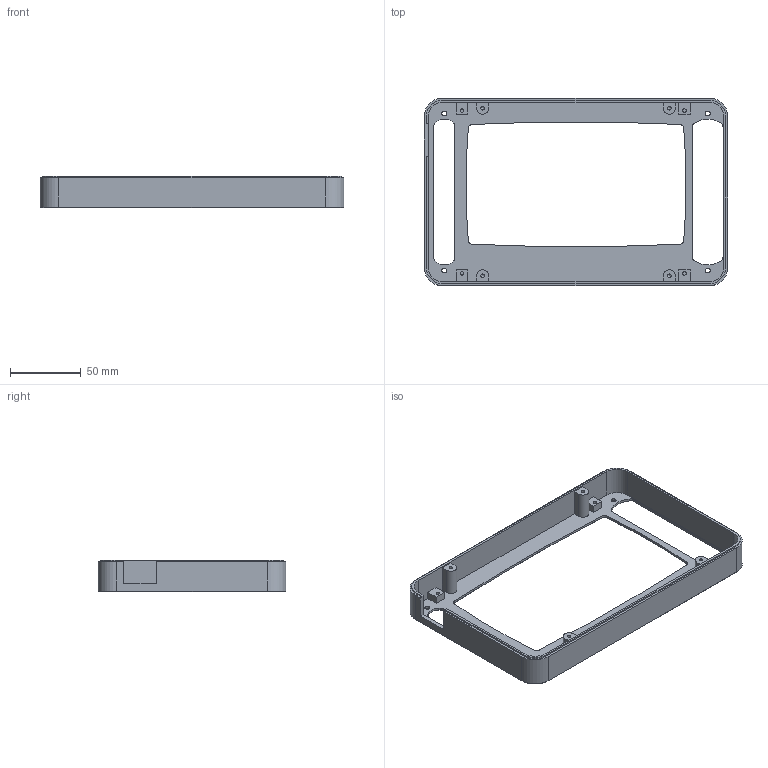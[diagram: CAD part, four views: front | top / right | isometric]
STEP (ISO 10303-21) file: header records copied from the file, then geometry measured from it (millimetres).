
FILE_DESCRIPTION(/* description */ ('STEP AP214'),/* implementation_level */ '2;1');
FILE_NAME(/* name */ '61494d78b60914664c4c32e8',/* time_stamp */ '2021-09-21T03:11:52+00:00',/* author */ (''),/* organization */ (''),/* preprocessor_version */ 'ST-DEVELOPER v18.1',/* originating_system */ ' ',/* authorisation */ ' ');
FILE_SCHEMA (('AUTOMOTIVE_DESIGN {1 0 10303 214 3 1 1}'));
Length unit declared in the file: metre
Products named in the file (1): Case
Bounding box: 214 x 132.25 x 22.2 mm (x, y, z)
Volume: 64826.3 mm3; surface area: 52989.2 mm2
Topology: 1 solids, 1 shells, 144 faces, 380 edges, 242 vertices
Faces by surface type: plane 64, cylinder 48, cone 32
Full cylindrical faces by diameter (mm): 2.5 x8, 3.4 x4
Entity records: 4320 total; most frequent: DIRECTION 764, CARTESIAN_POINT 731, ORIENTED_EDGE 700, EDGE_CURVE 350, AXIS2_PLACEMENT_3D 269, VERTEX_POINT 236, LINE 226, VECTOR 226
